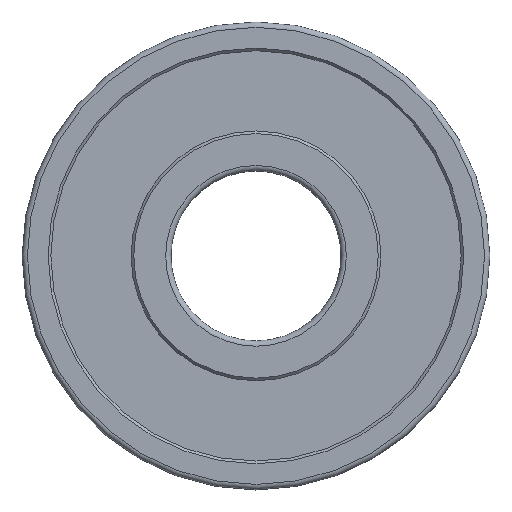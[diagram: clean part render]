
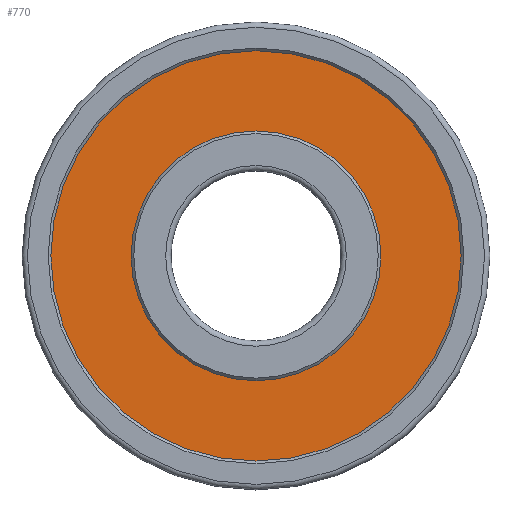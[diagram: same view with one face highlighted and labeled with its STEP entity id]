
A CAD part, top view. The second image highlights one B-rep face of the part: STEP entity #770.
In plain terms, the highlighted planar face has unit normal (0, 0, 1).
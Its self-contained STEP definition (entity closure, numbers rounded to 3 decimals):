
#607 = CYLINDRICAL_SURFACE('',#608,9.65);
#608 = AXIS2_PLACEMENT_3D('',#609,#610,#611);
#609 = CARTESIAN_POINT('',(0.,0.,7.));
#610 = DIRECTION('',(0.,0.,1.));
#611 = DIRECTION('',(1.,0.,0.));
#662 = VERTEX_POINT('',#663);
#663 = CARTESIAN_POINT('',(9.65,0.,6.75));
#686 = EDGE_CURVE('',#662,#662,#687,.T.);
#687 = SURFACE_CURVE('',#688,(#693,#700),.PCURVE_S1.);
#688 = CIRCLE('',#689,9.65);
#689 = AXIS2_PLACEMENT_3D('',#690,#691,#692);
#690 = CARTESIAN_POINT('',(0.,0.,6.75));
#691 = DIRECTION('',(0.,0.,1.));
#692 = DIRECTION('',(1.,0.,0.));
#693 = PCURVE('',#607,#694);
#694 = DEFINITIONAL_REPRESENTATION('',(#695),#699);
#695 = LINE('',#696,#697);
#696 = CARTESIAN_POINT('',(0.,-0.25));
#697 = VECTOR('',#698,1.);
#698 = DIRECTION('',(1.,0.));
#699 = ( GEOMETRIC_REPRESENTATION_CONTEXT(2) 
PARAMETRIC_REPRESENTATION_CONTEXT() REPRESENTATION_CONTEXT('2D SPACE',''
  ) );
#700 = PCURVE('',#701,#706);
#701 = PLANE('',#702);
#702 = AXIS2_PLACEMENT_3D('',#703,#704,#705);
#703 = CARTESIAN_POINT('',(9.65,0.,6.75));
#704 = DIRECTION('',(0.,0.,-1.));
#705 = DIRECTION('',(-1.,0.,0.));
#706 = DEFINITIONAL_REPRESENTATION('',(#707),#715);
#707 = ( BOUNDED_CURVE() B_SPLINE_CURVE(2,(#708,#709,#710,#711,#712,#713
,#714),.UNSPECIFIED.,.F.,.F.) B_SPLINE_CURVE_WITH_KNOTS((1,2,2,2,2,1),(
    -2.094,0.,2.094,4.189,6.283,
8.378),.UNSPECIFIED.) CURVE() GEOMETRIC_REPRESENTATION_ITEM() 
RATIONAL_B_SPLINE_CURVE((1.,0.5,1.,0.5,1.,0.5,1.)) REPRESENTATION_ITEM(
  '') );
#708 = CARTESIAN_POINT('',(0.,0.));
#709 = CARTESIAN_POINT('',(0.,16.714));
#710 = CARTESIAN_POINT('',(14.475,8.357));
#711 = CARTESIAN_POINT('',(28.95,0.));
#712 = CARTESIAN_POINT('',(14.475,-8.357));
#713 = CARTESIAN_POINT('',(0.,-16.714));
#714 = CARTESIAN_POINT('',(0.,0.));
#715 = ( GEOMETRIC_REPRESENTATION_CONTEXT(2) 
PARAMETRIC_REPRESENTATION_CONTEXT() REPRESENTATION_CONTEXT('2D SPACE',''
  ) );
#770 = ADVANCED_FACE('',(#771,#774),#701,.F.);
#771 = FACE_BOUND('',#772,.T.);
#772 = EDGE_LOOP('',(#773));
#773 = ORIENTED_EDGE('',*,*,#686,.T.);
#774 = FACE_BOUND('',#775,.F.);
#775 = EDGE_LOOP('',(#776));
#776 = ORIENTED_EDGE('',*,*,#777,.T.);
#777 = EDGE_CURVE('',#778,#778,#780,.T.);
#778 = VERTEX_POINT('',#779);
#779 = CARTESIAN_POINT('',(5.875,0.,6.75));
#780 = SURFACE_CURVE('',#781,(#786,#797),.PCURVE_S1.);
#781 = CIRCLE('',#782,5.875);
#782 = AXIS2_PLACEMENT_3D('',#783,#784,#785);
#783 = CARTESIAN_POINT('',(0.,0.,6.75));
#784 = DIRECTION('',(0.,0.,1.));
#785 = DIRECTION('',(1.,0.,0.));
#786 = PCURVE('',#701,#787);
#787 = DEFINITIONAL_REPRESENTATION('',(#788),#796);
#788 = ( BOUNDED_CURVE() B_SPLINE_CURVE(2,(#789,#790,#791,#792,#793,#794
,#795),.UNSPECIFIED.,.F.,.F.) B_SPLINE_CURVE_WITH_KNOTS((1,2,2,2,2,1),(
    -2.094,0.,2.094,4.189,6.283,
8.378),.UNSPECIFIED.) CURVE() GEOMETRIC_REPRESENTATION_ITEM() 
RATIONAL_B_SPLINE_CURVE((1.,0.5,1.,0.5,1.,0.5,1.)) REPRESENTATION_ITEM(
  '') );
#789 = CARTESIAN_POINT('',(3.775,0.));
#790 = CARTESIAN_POINT('',(3.775,10.176));
#791 = CARTESIAN_POINT('',(12.588,5.088));
#792 = CARTESIAN_POINT('',(21.4,0.));
#793 = CARTESIAN_POINT('',(12.588,-5.088));
#794 = CARTESIAN_POINT('',(3.775,-10.176));
#795 = CARTESIAN_POINT('',(3.775,0.));
#796 = ( GEOMETRIC_REPRESENTATION_CONTEXT(2) 
PARAMETRIC_REPRESENTATION_CONTEXT() REPRESENTATION_CONTEXT('2D SPACE',''
  ) );
#797 = PCURVE('',#798,#803);
#798 = CYLINDRICAL_SURFACE('',#799,5.875);
#799 = AXIS2_PLACEMENT_3D('',#800,#801,#802);
#800 = CARTESIAN_POINT('',(0.,0.,7.));
#801 = DIRECTION('',(0.,0.,1.));
#802 = DIRECTION('',(1.,0.,0.));
#803 = DEFINITIONAL_REPRESENTATION('',(#804),#808);
#804 = LINE('',#805,#806);
#805 = CARTESIAN_POINT('',(0.,-0.25));
#806 = VECTOR('',#807,1.);
#807 = DIRECTION('',(1.,0.));
#808 = ( GEOMETRIC_REPRESENTATION_CONTEXT(2) 
PARAMETRIC_REPRESENTATION_CONTEXT() REPRESENTATION_CONTEXT('2D SPACE',''
  ) );
